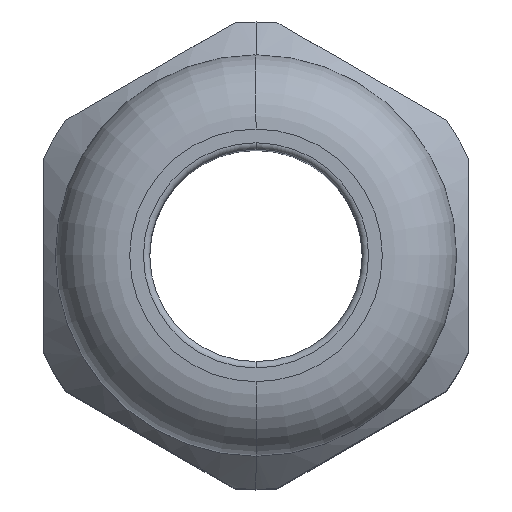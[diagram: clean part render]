
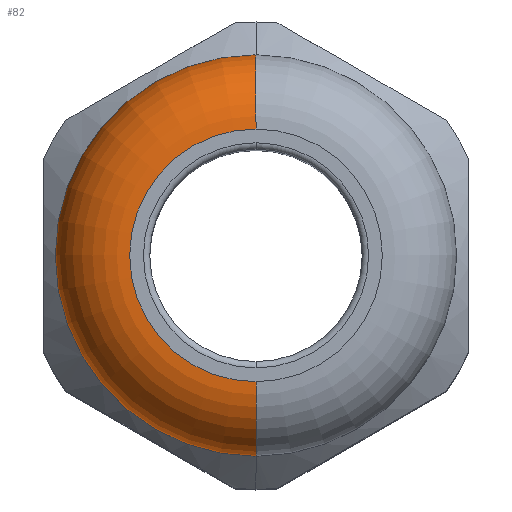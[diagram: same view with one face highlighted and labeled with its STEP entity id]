
A CAD part, top view. The second image highlights one B-rep face of the part: STEP entity #82.
In plain terms, the highlighted toroidal (fillet/blend) face has major radius 5.95 mm and minor radius 3.5 mm.
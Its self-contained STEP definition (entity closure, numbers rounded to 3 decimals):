
#82=ADVANCED_FACE('',(#139),#140,.T.);
#139=FACE_OUTER_BOUND('',#242,.T.);
#140=TOROIDAL_SURFACE('',#243,5.95,3.5);
#242=EDGE_LOOP('',(#386,#387,#388,#389));
#243=AXIS2_PLACEMENT_3D('',#390,#391,#392);
#386=ORIENTED_EDGE('',*,*,#756,.F.);
#387=ORIENTED_EDGE('',*,*,#757,.T.);
#388=ORIENTED_EDGE('',*,*,#758,.F.);
#389=ORIENTED_EDGE('',*,*,#759,.F.);
#390=CARTESIAN_POINT('',(0.0,0.0,32.0));
#391=DIRECTION('',(0.0,0.,-1.0));
#392=DIRECTION('',(0.0,-1.0,0.));
#756=EDGE_CURVE('',#908,#889,#909,.T.);
#757=EDGE_CURVE('',#908,#910,#911,.T.);
#758=EDGE_CURVE('',#887,#910,#912,.T.);
#759=EDGE_CURVE('',#889,#887,#913,.T.);
#887=VERTEX_POINT('',#1320);
#889=VERTEX_POINT('',#1323);
#908=VERTEX_POINT('',#1345);
#909=CIRCLE('',#1346,3.5);
#910=VERTEX_POINT('',#1347);
#911=CIRCLE('',#1348,5.95);
#912=CIRCLE('',#1349,3.5);
#913=CIRCLE('',#1350,9.45);
#1320=CARTESIAN_POINT('',(0.0,9.45,32.0));
#1323=CARTESIAN_POINT('',(0.,-9.45,32.0));
#1345=CARTESIAN_POINT('',(0.,-5.95,35.5));
#1346=AXIS2_PLACEMENT_3D('',#1821,#1822,#1823);
#1347=CARTESIAN_POINT('',(0.0,5.95,35.5));
#1348=AXIS2_PLACEMENT_3D('',#1824,#1825,#1826);
#1349=AXIS2_PLACEMENT_3D('',#1827,#1828,#1829);
#1350=AXIS2_PLACEMENT_3D('',#1830,#1831,#1832);
#1821=CARTESIAN_POINT('',(0.,-5.95,32.0));
#1822=DIRECTION('',(1.0,0.,0.));
#1823=DIRECTION('',(0.,-1.0,0.));
#1824=CARTESIAN_POINT('',(0.0,0.,35.5));
#1825=DIRECTION('',(0.0,0.,-1.0));
#1826=DIRECTION('',(0.0,1.0,0.));
#1827=CARTESIAN_POINT('',(0.,5.95,32.0));
#1828=DIRECTION('',(1.0,0.,0.));
#1829=DIRECTION('',(0.,1.0,0.));
#1830=CARTESIAN_POINT('',(0.0,0.,32.0));
#1831=DIRECTION('',(0.0,0.,-1.0));
#1832=DIRECTION('',(0.0,-1.0,0.));
